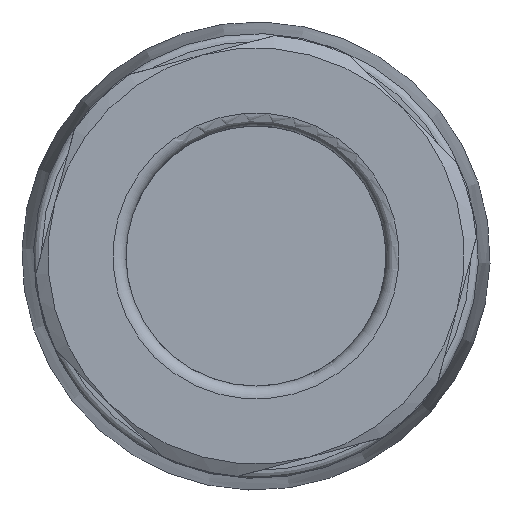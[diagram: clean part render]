
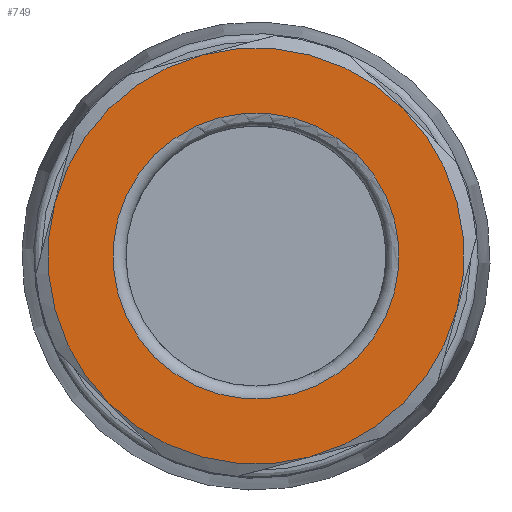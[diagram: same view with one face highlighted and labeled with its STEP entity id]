
A CAD part, front view. The second image highlights one B-rep face of the part: STEP entity #749.
In plain terms, the highlighted planar face has unit normal (0, -1, 0).
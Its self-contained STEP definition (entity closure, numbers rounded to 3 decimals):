
#650=PLANE('',#2224);
#749=ADVANCED_FACE('',(#900,#901),#650,.T.);
#900=FACE_BOUND('',#1081,.T.);
#901=FACE_BOUND('',#1082,.T.);
#1081=EDGE_LOOP('',(#1423));
#1082=EDGE_LOOP('',(#1424,#1425,#1426,#1427,#1428,#1429));
#1423=ORIENTED_EDGE('',*,*,#1911,.T.);
#1424=ORIENTED_EDGE('',*,*,#1882,.T.);
#1425=ORIENTED_EDGE('',*,*,#1884,.T.);
#1426=ORIENTED_EDGE('',*,*,#1892,.T.);
#1427=ORIENTED_EDGE('',*,*,#1896,.T.);
#1428=ORIENTED_EDGE('',*,*,#1902,.T.);
#1429=ORIENTED_EDGE('',*,*,#1908,.T.);
#1698=VERTEX_POINT('',#3759);
#1699=VERTEX_POINT('',#3761);
#1700=VERTEX_POINT('',#3768);
#1703=VERTEX_POINT('',#3792);
#1706=VERTEX_POINT('',#3802);
#1709=VERTEX_POINT('',#3819);
#1712=VERTEX_POINT('',#3846);
#1882=EDGE_CURVE('',#1699,#1698,#2038,.T.);
#1884=EDGE_CURVE('',#1698,#1700,#2039,.T.);
#1892=EDGE_CURVE('',#1700,#1703,#2041,.T.);
#1896=EDGE_CURVE('',#1703,#1706,#2043,.T.);
#1902=EDGE_CURVE('',#1706,#1709,#2045,.T.);
#1908=EDGE_CURVE('',#1709,#1699,#2047,.T.);
#1911=EDGE_CURVE('',#1712,#1712,#2048,.T.);
#2038=CIRCLE('',#2203,8.);
#2039=CIRCLE('',#2205,8.);
#2041=CIRCLE('',#2209,8.);
#2043=CIRCLE('',#2213,8.);
#2045=CIRCLE('',#2217,8.);
#2047=CIRCLE('',#2221,8.);
#2048=CIRCLE('',#2223,5.5);
#2203=AXIS2_PLACEMENT_3D('',#3760,#2573,#2574);
#2205=AXIS2_PLACEMENT_3D('',#3767,#2577,#2578);
#2209=AXIS2_PLACEMENT_3D('',#3793,#2587,#2588);
#2213=AXIS2_PLACEMENT_3D('',#3801,#2597,#2598);
#2217=AXIS2_PLACEMENT_3D('',#3818,#2607,#2608);
#2221=AXIS2_PLACEMENT_3D('',#3835,#2617,#2618);
#2223=AXIS2_PLACEMENT_3D('',#3845,#2621,#2622);
#2224=AXIS2_PLACEMENT_3D('',#3847,#2623,#2624);
#2573=DIRECTION('',(0.,-1.,0.));
#2574=DIRECTION('',(0.707,0.,-0.707));
#2577=DIRECTION('',(0.,-1.,0.));
#2578=DIRECTION('',(0.707,0.,-0.707));
#2587=DIRECTION('',(0.,-1.,0.));
#2588=DIRECTION('',(0.707,0.,-0.707));
#2597=DIRECTION('',(0.,-1.,0.));
#2598=DIRECTION('',(0.707,0.,-0.707));
#2607=DIRECTION('',(0.,-1.,0.));
#2608=DIRECTION('',(0.707,0.,-0.707));
#2617=DIRECTION('',(0.,-1.,0.));
#2618=DIRECTION('',(0.707,0.,-0.707));
#2621=DIRECTION('',(0.,1.,0.));
#2622=DIRECTION('',(0.707,0.,-0.707));
#2623=DIRECTION('',(0.,-1.,0.));
#2624=DIRECTION('',(0.707,0.,-0.707));
#3759=CARTESIAN_POINT('',(28.284,-76.,9.322));
#3760=CARTESIAN_POINT('',(22.627,-76.,3.665));
#3761=CARTESIAN_POINT('',(30.354,-76.,1.594));
#3767=CARTESIAN_POINT('',(22.627,-76.,3.665));
#3768=CARTESIAN_POINT('',(20.556,-76.,11.392));
#3792=CARTESIAN_POINT('',(14.9,-76.,5.735));
#3793=CARTESIAN_POINT('',(22.627,-76.,3.665));
#3801=CARTESIAN_POINT('',(22.627,-76.,3.665));
#3802=CARTESIAN_POINT('',(16.97,-76.,-1.992));
#3818=CARTESIAN_POINT('',(22.627,-76.,3.665));
#3819=CARTESIAN_POINT('',(24.698,-76.,-4.063));
#3835=CARTESIAN_POINT('',(22.627,-76.,3.665));
#3845=CARTESIAN_POINT('',(22.627,-76.,3.665));
#3846=CARTESIAN_POINT('',(26.516,-76.,-0.224));
#3847=CARTESIAN_POINT('',(16.617,-76.,9.675));
